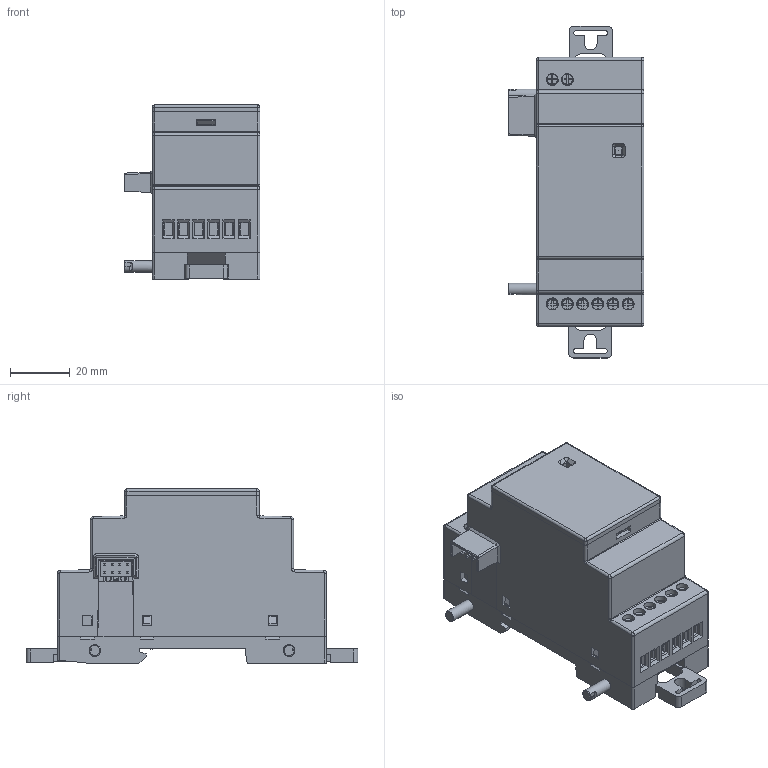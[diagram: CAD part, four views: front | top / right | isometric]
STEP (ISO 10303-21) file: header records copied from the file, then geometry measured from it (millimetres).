
FILE_DESCRIPTION(/* description */ ('Unknown'),/* implementation_level */ '2;1');
FILE_NAME(/* name */ '2M EXTN ANALOG ASM 27.09.24',/* time_stamp */ '2024-09-27T15:39:45+05:00',/* author */ ('Unknown'),/* organization */ ('Unknown'),/* preprocessor_version */ 'ST-DEVELOPER v18.102',/* originating_system */ 'Solid Edge',/* authorisation */ 'Unknown');
FILE_SCHEMA (('AUTOMOTIVE_DESIGN {1 0 10303 214 3 1 1}'));
Products named in the file (23): 2M EXTN ANALOG ASM 01.12.23; 8F1761_REV_00C _2M HOUSING OF EXTENSION ANALOG  UNIT OF CROUZET (1); 8F1686 REV 01 2M  FRONT PLATE OF EXTENSION UNIT OF GENIE PRO 05.09.22; 8F1682 REV 00 SIDE WINDOW FOR GENIE PRO 09.03; BOTTOM; 1F1109_REV_02_DINRAIL_CLIP; J3; MJN010_REV00_PARTY_KAIFENG_JULY17; MJN010_REV00_PARTY_KAIFENG_JULY17_0; MJN010_REV00_PARTY_KAIFENG_JULY17_1; J4; 8_PIN_RT_DOUBLE_ROW_male_P_2.54and_A_6.8pin_length__HEADER_18.11.21; J2; J2_0; MJN009_TERMINAL_KAIFENG_-GREEN_CHKD; MJN009_TERMINAL_KAIFENG_-GREEN_CHKD_0; MJN009_TERMINAL_KAIFENG_-GREEN_CHKD_1; J4_0; J6; 53JN003__8_pin_RT_FEMALE_2.54_PITCH_8.5MM_HEIGHT_HEADER_14.12.21; 53JN003__8_pin_RT_FEMALE_2.54_PITCH_8.5MM_HEIGHT_HEADER_14.12.21_0; 53JN003__8_pin_RT_FEMALE_2.54_PITCH_8.5MM_HEIGHT_HEADER_14.12.21_1; J1
Assembly tree (32 placements, depth 3):
  2M EXTN ANALOG ASM 01.12.23
    8F1761_REV_00C _2M HOUSING OF EXTENSION ANALOG  UNIT OF CROUZET (1)
    8F1686 REV 01 2M  FRONT PLATE OF EXTENSION UNIT OF GENIE PRO 05.09.22
    8F1682 REV 00 SIDE WINDOW FOR GENIE PRO 09.03
    BOTTOM
    1F1109_REV_02_DINRAIL_CLIP  x2
    J3
      MJN010_REV00_PARTY_KAIFENG_JULY17
      MJN010_REV00_PARTY_KAIFENG_JULY17_0
      MJN010_REV00_PARTY_KAIFENG_JULY17_1
    J4
      8_PIN_RT_DOUBLE_ROW_male_P_2.54and_A_6.8pin_length__HEADER_18.11.21
    J2
      MJN010_REV00_PARTY_KAIFENG_JULY17
      MJN010_REV00_PARTY_KAIFENG_JULY17_0
      MJN010_REV00_PARTY_KAIFENG_JULY17_1
    J2_0
      MJN009_TERMINAL_KAIFENG_-GREEN_CHKD
      MJN009_TERMINAL_KAIFENG_-GREEN_CHKD_0
      MJN009_TERMINAL_KAIFENG_-GREEN_CHKD_1
    J4_0
      MJN009_TERMINAL_KAIFENG_-GREEN_CHKD
      MJN009_TERMINAL_KAIFENG_-GREEN_CHKD_0
      MJN009_TERMINAL_KAIFENG_-GREEN_CHKD_1
    J6
      53JN003__8_pin_RT_FEMALE_2.54_PITCH_8.5MM_HEIGHT_HEADER_14.12.21
      53JN003__8_pin_RT_FEMALE_2.54_PITCH_8.5MM_HEIGHT_HEADER_14.12.21_0
      53JN003__8_pin_RT_FEMALE_2.54_PITCH_8.5MM_HEIGHT_HEADER_14.12.21_1
    J1
      MJN009_TERMINAL_KAIFENG_-GREEN_CHKD
      MJN009_TERMINAL_KAIFENG_-GREEN_CHKD_0
      MJN009_TERMINAL_KAIFENG_-GREEN_CHKD_1
Bounding box: 45.5 x 111.09 x 58.3 mm (x, y, z)
Volume: 51372.2 mm3; surface area: 61315 mm2
Topology: 27 solids, 40 shells, 3208 faces, 8735 edges, 5716 vertices
Faces by surface type: plane 2492, cylinder 589, bspline 54, cone 51, torus 18, sphere 4
Full cylindrical faces by diameter (mm): 0.056 x1, 0.063 x1, 0.069 x1, 0.097 x1, 0.1 x20, 0.113 x1, 0.125 x4, 0.142 x3, 0.15 x3, 0.151 x3, 0.19 x1, 0.2 x2, 0.527 x2, 0.668 x1, 0.669 x1, 1.9 x2, 2.9 x6, 3.5 x13, 3.9 x11, 3.96 x4, 4 x10
Entity records: 79614 total; most frequent: CARTESIAN_POINT 15419, ORIENTED_EDGE 11976, DIRECTION 11266, EDGE_CURVE 5988, LINE 4808, VECTOR 4808, VERTEX_POINT 3955, AXIS2_PLACEMENT_3D 3229
